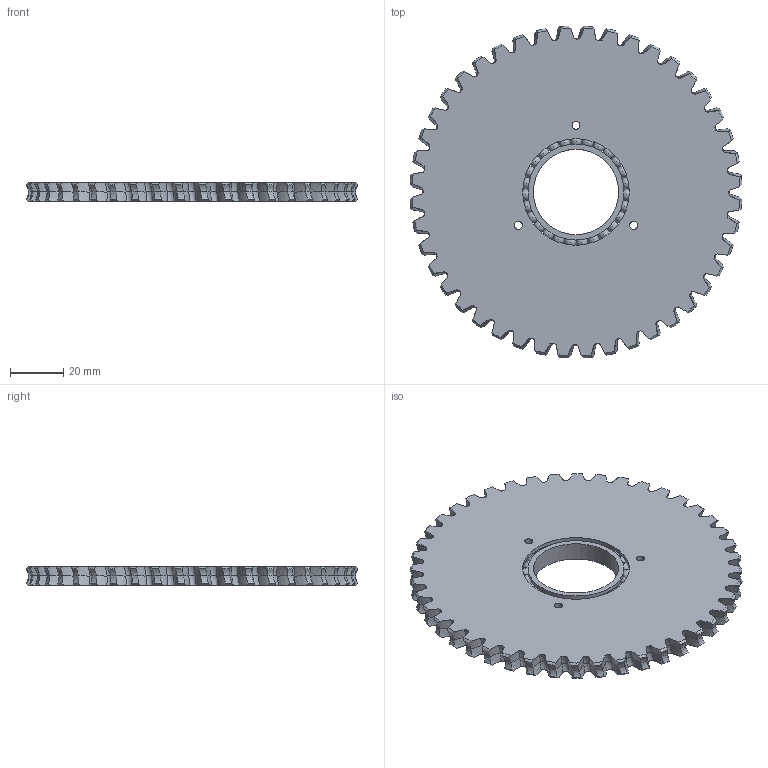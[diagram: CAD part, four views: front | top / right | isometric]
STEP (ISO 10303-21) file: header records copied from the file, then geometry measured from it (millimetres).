
FILE_DESCRIPTION (( 'STEP AP214' ), '1' );
FILE_NAME ('Modified Worm Gear.STEP', '2025-04-02T11:33:56', ( '' ), ( '' ), 'SwSTEP 2.0', 'SolidWorks 2022', '' );
FILE_SCHEMA (( 'AUTOMOTIVE_DESIGN' ));
Length unit declared in the file: millimetre
Products named in the file (1): Modified Worm Gear
Bounding box: 124.47 x 124.47 x 7 mm (x, y, z)
Volume: 70853 mm3; surface area: 29400.6 mm2
Topology: 29 solids, 29 shells, 520 faces, 1389 edges, 873 vertices
Faces by surface type: bspline 264, torus 94, cone 88, sphere 54, cylinder 16, plane 4
Entity records: 29666 total; most frequent: CARTESIAN_POINT 19567, ORIENTED_EDGE 2508, DIRECTION 1422, EDGE_CURVE 1254, VERTEX_POINT 792, B_SPLINE_CURVE_WITH_KNOTS 704, AXIS2_PLACEMENT_3D 703, EDGE_LOOP 530
